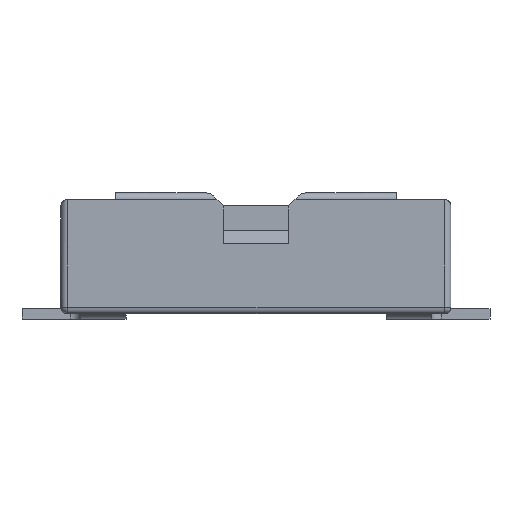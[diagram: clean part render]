
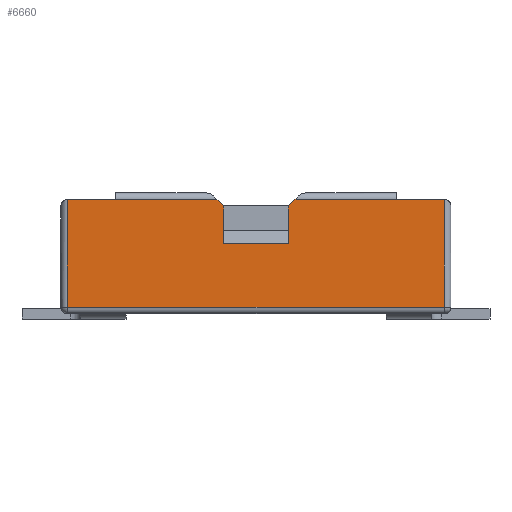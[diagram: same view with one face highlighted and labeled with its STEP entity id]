
A CAD part, left-side view. The second image highlights one B-rep face of the part: STEP entity #6660.
In plain terms, the highlighted planar face has unit normal (-1, 0, 0).
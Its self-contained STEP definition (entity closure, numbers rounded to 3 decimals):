
#194 = CARTESIAN_POINT ( 'NONE',  ( -2.25, -0.25, 0.87 ) ) ;
#201 = DIRECTION ( 'NONE',  ( 0., 1., 0. ) ) ;
#202 = VECTOR ( 'NONE', #201, 1000. ) ;
#203 = CARTESIAN_POINT ( 'NONE',  ( -2.25, -1.5, 0.92 ) ) ;
#204 = LINE ( 'NONE', #203, #202 ) ;
#235 = DIRECTION ( 'NONE',  ( 0., 0.707, -0.707 ) ) ;
#236 = VECTOR ( 'NONE', #235, 1000. ) ;
#237 = CARTESIAN_POINT ( 'NONE',  ( -2.25, -0.9, 1.52 ) ) ;
#238 = LINE ( 'NONE', #237, #236 ) ;
#239 = CARTESIAN_POINT ( 'NONE',  ( -2.25, -0.25, 0.58 ) ) ;
#240 = DIRECTION ( 'NONE',  ( 0., 0., 1. ) ) ;
#241 = VECTOR ( 'NONE', #240, 1000. ) ;
#242 = CARTESIAN_POINT ( 'NONE',  ( -2.25, -0.25, 0.92 ) ) ;
#243 = LINE ( 'NONE', #242, #241 ) ;
#287 = FACE_OUTER_BOUND ( 'NONE', #6669, .T. ) ;
#293 = CARTESIAN_POINT ( 'NONE',  ( -2.25, -0.3, 0.92 ) ) ;
#294 = DIRECTION ( 'NONE',  ( 0., 1., 0. ) ) ;
#295 = VECTOR ( 'NONE', #294, 1000. ) ;
#296 = CARTESIAN_POINT ( 'NONE',  ( -2.25, 0., 0.58 ) ) ;
#297 = LINE ( 'NONE', #296, #295 ) ;
#349 = DIRECTION ( 'NONE',  ( 0., -1., 0. ) ) ;
#350 = DIRECTION ( 'NONE',  ( -1., 0., 0. ) ) ;
#351 = CARTESIAN_POINT ( 'NONE',  ( -2.25, -1.5, 0.92 ) ) ;
#352 = AXIS2_PLACEMENT_3D ( 'NONE', #351, #350, #349 ) ;
#353 = PLANE ( 'NONE',  #352 ) ;
#417 = CARTESIAN_POINT ( 'NONE',  ( -2.25, 0.25, 0.58 ) ) ;
#448 = CARTESIAN_POINT ( 'NONE',  ( -2.25, 1.45, 0.92 ) ) ;
#449 = DIRECTION ( 'NONE',  ( 0., -1., 0. ) ) ;
#450 = VECTOR ( 'NONE', #449, 1000. ) ;
#451 = CARTESIAN_POINT ( 'NONE',  ( -2.25, 1.5, 0.92 ) ) ;
#452 = LINE ( 'NONE', #451, #450 ) ;
#453 = CARTESIAN_POINT ( 'NONE',  ( -2.25, 1.08, 0.92 ) ) ;
#460 = DIRECTION ( 'NONE',  ( 0., -1., 0. ) ) ;
#461 = VECTOR ( 'NONE', #460, 1000. ) ;
#462 = CARTESIAN_POINT ( 'NONE',  ( -2.25, 1.5, 0.92 ) ) ;
#463 = LINE ( 'NONE', #462, #461 ) ;
#464 = CARTESIAN_POINT ( 'NONE',  ( -2.25, 0.3, 0.92 ) ) ;
#465 = DIRECTION ( 'NONE',  ( 0., -0.707, -0.707 ) ) ;
#466 = VECTOR ( 'NONE', #465, 1000. ) ;
#467 = CARTESIAN_POINT ( 'NONE',  ( -2.25, 0.9, 1.52 ) ) ;
#472 = LINE ( 'NONE', #467, #466 ) ;
#505 = CARTESIAN_POINT ( 'NONE',  ( -2.25, 0.25, 0.87 ) ) ;
#512 = CARTESIAN_POINT ( 'NONE',  ( -2.25, 1.45, 0.09 ) ) ;
#513 = DIRECTION ( 'NONE',  ( 0., 0., 1. ) ) ;
#514 = VECTOR ( 'NONE', #513, 1000. ) ;
#515 = CARTESIAN_POINT ( 'NONE',  ( -2.25, 1.45, 0.92 ) ) ;
#516 = LINE ( 'NONE', #515, #514 ) ;
#573 = DIRECTION ( 'NONE',  ( 0., 0., 1. ) ) ;
#574 = VECTOR ( 'NONE', #573, 1000. ) ;
#575 = CARTESIAN_POINT ( 'NONE',  ( -2.25, 0.25, 0.92 ) ) ;
#576 = LINE ( 'NONE', #575, #574 ) ;
#646 = DIRECTION ( 'NONE',  ( 0., -1., 0. ) ) ;
#647 = VECTOR ( 'NONE', #646, 1000. ) ;
#648 = CARTESIAN_POINT ( 'NONE',  ( -2.25, -1.5, 0.09 ) ) ;
#649 = LINE ( 'NONE', #648, #647 ) ;
#665 = CARTESIAN_POINT ( 'NONE',  ( -2.25, -1.45, 0.09 ) ) ;
#902 = LINE ( 'NONE', #968, #967 ) ;
#966 = DIRECTION ( 'NONE',  ( 0., 0., 1. ) ) ;
#967 = VECTOR ( 'NONE', #966, 1000. ) ;
#968 = CARTESIAN_POINT ( 'NONE',  ( -2.25, -1.45, 0.92 ) ) ;
#4062 = ORIENTED_EDGE ( 'NONE', *, *, #7058, .T. ) ;
#6176 = VERTEX_POINT ( 'NONE', #12807 ) ;
#6246 = EDGE_CURVE ( 'NONE', #6176, #6278, #12878, .T. ) ;
#6278 = VERTEX_POINT ( 'NONE', #12946 ) ;
#6589 = EDGE_CURVE ( 'NONE', #6278, #6656, #204, .T. ) ;
#6593 = ORIENTED_EDGE ( 'NONE', *, *, #6605, .T. ) ;
#6595 = VERTEX_POINT ( 'NONE', #194 ) ;
#6603 = EDGE_CURVE ( 'NONE', #6604, #6595, #243, .T. ) ;
#6604 = VERTEX_POINT ( 'NONE', #239 ) ;
#6605 = EDGE_CURVE ( 'NONE', #6656, #6595, #238, .T. ) ;
#6607 = ORIENTED_EDGE ( 'NONE', *, *, #6603, .F. ) ;
#6630 = ORIENTED_EDGE ( 'NONE', *, *, #6246, .T. ) ;
#6632 = ORIENTED_EDGE ( 'NONE', *, *, #6589, .T. ) ;
#6647 = ORIENTED_EDGE ( 'NONE', *, *, #6648, .T. ) ;
#6648 = EDGE_CURVE ( 'NONE', #6604, #6737, #297, .T. ) ;
#6656 = VERTEX_POINT ( 'NONE', #293 ) ;
#6660 = ADVANCED_FACE ( 'NONE', ( #287 ), #353, .T. ) ;
#6669 = EDGE_LOOP ( 'NONE', ( #6630, #6632, #6593, #6607, #6647, #6812, #6810, #6750, #6755, #6760, #6942, #4062 ) ) ;
#6737 = VERTEX_POINT ( 'NONE', #417 ) ;
#6747 = EDGE_CURVE ( 'NONE', #6748, #6771, #472, .T. ) ;
#6748 = VERTEX_POINT ( 'NONE', #464 ) ;
#6750 = ORIENTED_EDGE ( 'NONE', *, *, #6751, .F. ) ;
#6751 = EDGE_CURVE ( 'NONE', #6753, #6748, #463, .T. ) ;
#6753 = VERTEX_POINT ( 'NONE', #453 ) ;
#6755 = ORIENTED_EDGE ( 'NONE', *, *, #6757, .F. ) ;
#6757 = EDGE_CURVE ( 'NONE', #6758, #6753, #452, .T. ) ;
#6758 = VERTEX_POINT ( 'NONE', #448 ) ;
#6760 = ORIENTED_EDGE ( 'NONE', *, *, #6762, .F. ) ;
#6762 = EDGE_CURVE ( 'NONE', #6763, #6758, #516, .T. ) ;
#6763 = VERTEX_POINT ( 'NONE', #512 ) ;
#6771 = VERTEX_POINT ( 'NONE', #505 ) ;
#6808 = EDGE_CURVE ( 'NONE', #6737, #6771, #576, .T. ) ;
#6810 = ORIENTED_EDGE ( 'NONE', *, *, #6747, .F. ) ;
#6812 = ORIENTED_EDGE ( 'NONE', *, *, #6808, .T. ) ;
#6876 = VERTEX_POINT ( 'NONE', #665 ) ;
#6888 = EDGE_CURVE ( 'NONE', #6763, #6876, #649, .T. ) ;
#6942 = ORIENTED_EDGE ( 'NONE', *, *, #6888, .T. ) ;
#7058 = EDGE_CURVE ( 'NONE', #6876, #6176, #902, .T. ) ;
#12807 = CARTESIAN_POINT ( 'NONE',  ( -2.25, -1.45, 0.92 ) ) ;
#12875 = DIRECTION ( 'NONE',  ( 0., 1., 0. ) ) ;
#12876 = VECTOR ( 'NONE', #12875, 1000. ) ;
#12877 = CARTESIAN_POINT ( 'NONE',  ( -2.25, -1.5, 0.92 ) ) ;
#12878 = LINE ( 'NONE', #12877, #12876 ) ;
#12946 = CARTESIAN_POINT ( 'NONE',  ( -2.25, -1.08, 0.92 ) ) ;
